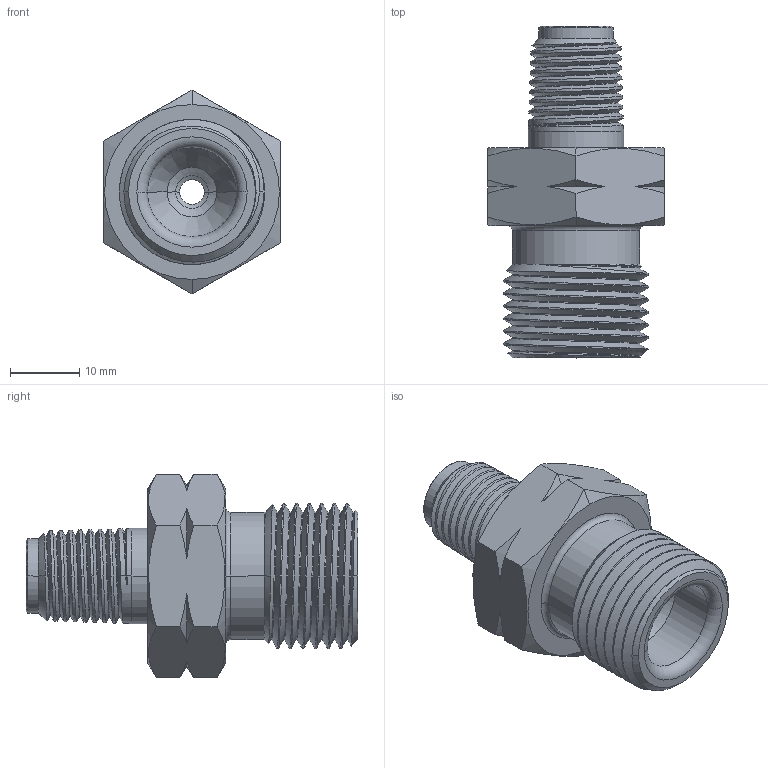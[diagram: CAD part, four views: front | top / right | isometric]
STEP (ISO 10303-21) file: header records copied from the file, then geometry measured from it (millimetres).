
FILE_DESCRIPTION (( 'STEP AP203' ), '1' );
FILE_NAME ('AD-350MBR-4MNPT.STEP', '2025-08-01T14:06:28', ( '' ), ( '' ), 'SwSTEP 2.0', 'SolidWorks 2018', '' );
FILE_SCHEMA (( 'CONFIG_CONTROL_DESIGN' ));
Length unit declared in the file: inch
Products named in the file (1): AD-350MBR-4MNPT
Bounding box: 25.4 x 47.75 x 29.33 mm (x, y, z)
Volume: 12014.2 mm3; surface area: 5584.9 mm2
Topology: 1 solids, 1 shells, 247 faces, 658 edges, 428 vertices
Faces by surface type: bspline 80, plane 67, cone 53, cylinder 43, torus 4
Entity records: 16261 total; most frequent: CARTESIAN_POINT 10873, ORIENTED_EDGE 1316, DIRECTION 755, EDGE_CURVE 658, VERTEX_POINT 428, VECTOR 301, LINE 301, EDGE_LOOP 264
